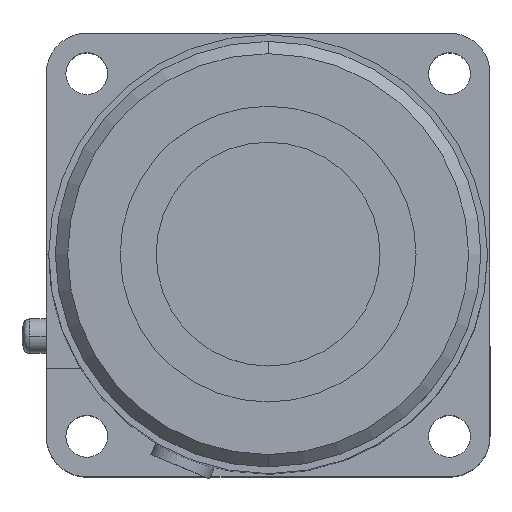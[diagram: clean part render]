
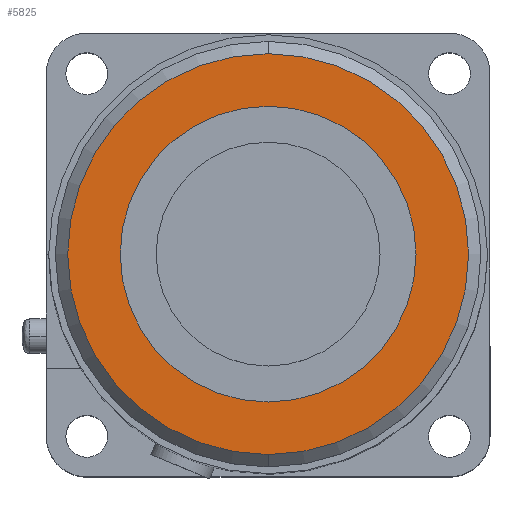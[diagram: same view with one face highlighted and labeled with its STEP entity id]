
A CAD part, top view. The second image highlights one B-rep face of the part: STEP entity #5825.
In plain terms, the highlighted planar face has unit normal (0, 0, 1).
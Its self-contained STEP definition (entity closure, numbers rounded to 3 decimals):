
#75 = CARTESIAN_POINT ( 'NONE',  ( 0., 0., 105. ) ) ;
#83 = DIRECTION ( 'NONE',  ( 1., 0., 0. ) ) ;
#157 = DIRECTION ( 'NONE',  ( 0., 1., 0. ) ) ;
#313 = ORIENTED_EDGE ( 'NONE', *, *, #392, .F. ) ;
#392 = EDGE_CURVE ( 'NONE', #3018, #3165, #6033, .T. ) ;
#516 = ORIENTED_EDGE ( 'NONE', *, *, #5845, .T. ) ;
#586 = CARTESIAN_POINT ( 'NONE',  ( 0., 0., 105. ) ) ;
#668 = ORIENTED_EDGE ( 'NONE', *, *, #1418, .F. ) ;
#672 = DIRECTION ( 'NONE',  ( 0., 0., -1. ) ) ;
#704 = EDGE_LOOP ( 'NONE', ( #313, #668 ) ) ;
#748 = DIRECTION ( 'NONE',  ( 0., 0., -1. ) ) ;
#905 = CARTESIAN_POINT ( 'NONE',  ( 30., 0., 105. ) ) ;
#1104 = AXIS2_PLACEMENT_3D ( 'NONE', #75, #3626, #3000 ) ;
#1284 = CARTESIAN_POINT ( 'NONE',  ( 0., 0., 105. ) ) ;
#1375 = CARTESIAN_POINT ( 'NONE',  ( 0., 0., 105. ) ) ;
#1418 = EDGE_CURVE ( 'NONE', #3165, #3018, #3206, .T. ) ;
#1661 = DIRECTION ( 'NONE',  ( 1., 0., 0. ) ) ;
#2290 = DIRECTION ( 'NONE',  ( 0., 0., -1. ) ) ;
#2435 = EDGE_LOOP ( 'NONE', ( #3415, #516 ) ) ;
#2676 = DIRECTION ( 'NONE',  ( 1., 0., 0. ) ) ;
#3000 = DIRECTION ( 'NONE',  ( 0., 1., 0. ) ) ;
#3018 = VERTEX_POINT ( 'NONE', #4287 ) ;
#3165 = VERTEX_POINT ( 'NONE', #4965 ) ;
#3206 = CIRCLE ( 'NONE', #1104, 40.65 ) ;
#3324 = DIRECTION ( 'NONE',  ( 0., 0., 1. ) ) ;
#3415 = ORIENTED_EDGE ( 'NONE', *, *, #3725, .T. ) ;
#3626 = DIRECTION ( 'NONE',  ( 0., 0., -1. ) ) ;
#3725 = EDGE_CURVE ( 'NONE', #3745, #3984, #4233, .T. ) ;
#3745 = VERTEX_POINT ( 'NONE', #905 ) ;
#3882 = FACE_OUTER_BOUND ( 'NONE', #704, .T. ) ;
#3930 = CARTESIAN_POINT ( 'NONE',  ( 0., 40.65, 105. ) ) ;
#3984 = VERTEX_POINT ( 'NONE', #5219 ) ;
#4233 = CIRCLE ( 'NONE', #5478, 30. ) ;
#4287 = CARTESIAN_POINT ( 'NONE',  ( 0., 40.65, 105. ) ) ;
#4359 = FACE_BOUND ( 'NONE', #2435, .T. ) ;
#4687 = AXIS2_PLACEMENT_3D ( 'NONE', #3930, #3324, #2676 ) ;
#4965 = CARTESIAN_POINT ( 'NONE',  ( 0., -40.65, 105. ) ) ;
#5160 = AXIS2_PLACEMENT_3D ( 'NONE', #1284, #672, #83 ) ;
#5170 = CIRCLE ( 'NONE', #5160, 30. ) ;
#5208 = PLANE ( 'NONE',  #4687 ) ;
#5219 = CARTESIAN_POINT ( 'NONE',  ( -30., 0., 105. ) ) ;
#5478 = AXIS2_PLACEMENT_3D ( 'NONE', #586, #2290, #1661 ) ;
#5825 = ADVANCED_FACE ( 'NONE', ( #3882, #4359 ), #5208, .T. ) ;
#5845 = EDGE_CURVE ( 'NONE', #3984, #3745, #5170, .T. ) ;
#5897 = AXIS2_PLACEMENT_3D ( 'NONE', #1375, #748, #157 ) ;
#6033 = CIRCLE ( 'NONE', #5897, 40.65 ) ;
